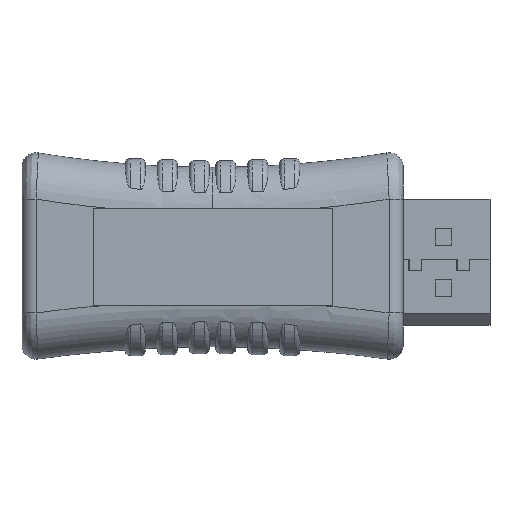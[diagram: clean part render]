
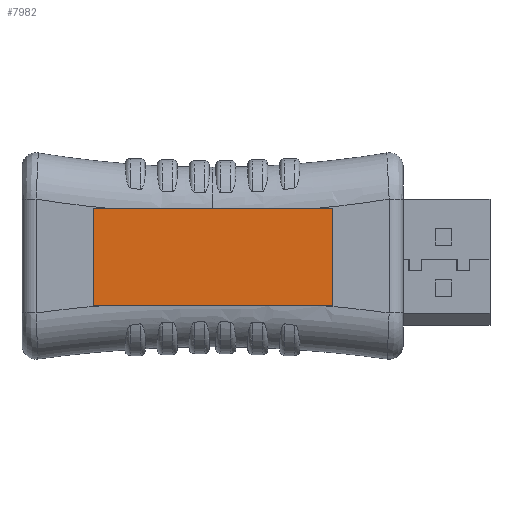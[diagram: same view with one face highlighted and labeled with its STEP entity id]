
A CAD part, front view. The second image highlights one B-rep face of the part: STEP entity #7982.
In plain terms, the highlighted planar face has unit normal (0, -1, 0).
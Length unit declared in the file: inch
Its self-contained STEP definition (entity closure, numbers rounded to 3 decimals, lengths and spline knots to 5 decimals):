
#7908 = ORIENTED_EDGE ( 'NONE', *, *, #7916, .T. ) ;
#7915 = VERTEX_POINT ( 'NONE', #15948 ) ;
#7916 = EDGE_CURVE ( 'NONE', #7915, #8000, #15933, .T. ) ;
#7948 = EDGE_CURVE ( 'NONE', #8020, #7915, #16023, .T. ) ;
#7953 = EDGE_LOOP ( 'NONE', ( #7955, #7981, #7984, #7908 ) ) ;
#7955 = ORIENTED_EDGE ( 'NONE', *, *, #8005, .T. ) ;
#7958 = EDGE_CURVE ( 'NONE', #8006, #8020, #19622, .T. ) ;
#7981 = ORIENTED_EDGE ( 'NONE', *, *, #7958, .T. ) ;
#7982 = ADVANCED_FACE ( 'NONE', ( #17094 ), #17092, .T. ) ;
#7984 = ORIENTED_EDGE ( 'NONE', *, *, #7948, .T. ) ;
#8000 = VERTEX_POINT ( 'NONE', #17178 ) ;
#8005 = EDGE_CURVE ( 'NONE', #8000, #8006, #17140, .T. ) ;
#8006 = VERTEX_POINT ( 'NONE', #17264 ) ;
#8020 = VERTEX_POINT ( 'NONE', #17255 ) ;
#15929 = DIRECTION ( 'NONE',  ( -1., 0., 0. ) ) ;
#15930 = VECTOR ( 'NONE', #15929, 39.37008 ) ;
#15932 = CARTESIAN_POINT ( 'NONE',  ( -0.597, -0.215, 0.243 ) ) ;
#15933 = LINE ( 'NONE', #15932, #15930 ) ;
#15948 = CARTESIAN_POINT ( 'NONE',  ( 0.597, -0.215, 0.243 ) ) ;
#16018 = DIRECTION ( 'NONE',  ( 0., 0., 1. ) ) ;
#16020 = VECTOR ( 'NONE', #16018, 39.37008 ) ;
#16022 = CARTESIAN_POINT ( 'NONE',  ( 0.597, -0.215, 0.243 ) ) ;
#16023 = LINE ( 'NONE', #16022, #16020 ) ;
#17089 = DIRECTION ( 'NONE',  ( 0., -1., 0. ) ) ;
#17092 = PLANE ( 'NONE',  #17184 ) ;
#17094 = FACE_OUTER_BOUND ( 'NONE', #7953, .T. ) ;
#17140 = LINE ( 'NONE', #17154, #17261 ) ;
#17153 = DIRECTION ( 'NONE',  ( 0., 0., -1. ) ) ;
#17154 = CARTESIAN_POINT ( 'NONE',  ( -0.597, -0.215, 0.243 ) ) ;
#17174 = DIRECTION ( 'NONE',  ( 0., 0., -1. ) ) ;
#17178 = CARTESIAN_POINT ( 'NONE',  ( -0.597, -0.215, 0.243 ) ) ;
#17184 = AXIS2_PLACEMENT_3D ( 'NONE', #17197, #17089, #17174 ) ;
#17197 = CARTESIAN_POINT ( 'NONE',  ( -0.597, -0.215, -0.243 ) ) ;
#17255 = CARTESIAN_POINT ( 'NONE',  ( 0.597, -0.215, -0.243 ) ) ;
#17261 = VECTOR ( 'NONE', #17153, 39.37008 ) ;
#17264 = CARTESIAN_POINT ( 'NONE',  ( -0.597, -0.215, -0.243 ) ) ;
#18049 = DIRECTION ( 'NONE',  ( 1., 0., 0. ) ) ;
#19620 = VECTOR ( 'NONE', #18049, 39.37008 ) ;
#19621 = CARTESIAN_POINT ( 'NONE',  ( -0.597, -0.215, -0.243 ) ) ;
#19622 = LINE ( 'NONE', #19621, #19620 ) ;
